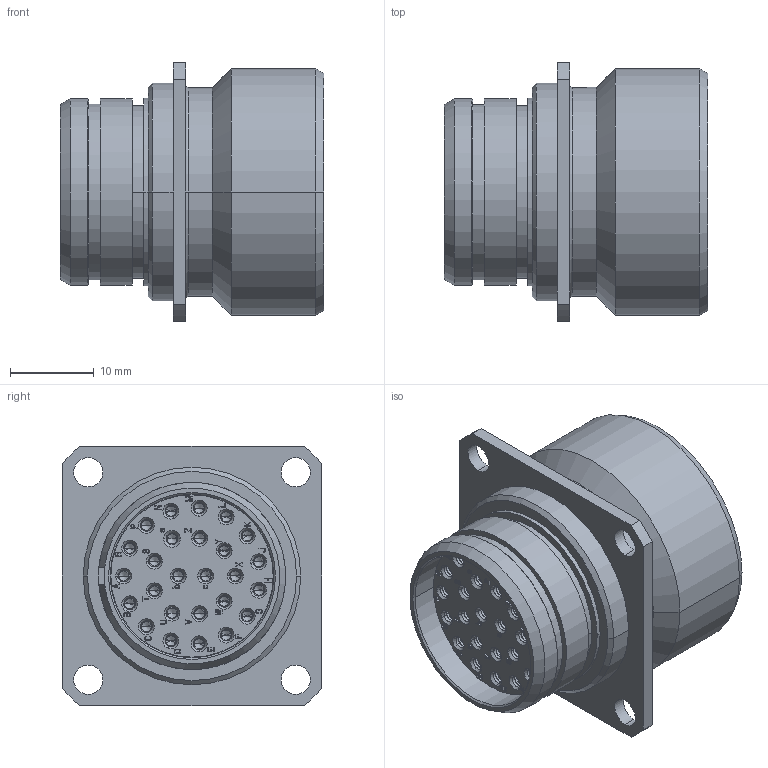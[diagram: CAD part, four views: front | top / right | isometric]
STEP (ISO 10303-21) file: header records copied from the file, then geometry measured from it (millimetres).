
FILE_DESCRIPTION((''),'2;1');
FILE_NAME('1332ER426FZ','2024-07-30T09:08:01',('paultorloting'),('NET AG system integration'),'CREO PARAMETRIC BY PTC INC, 2021404','CREO PARAMETRIC BY PTC INC, 2021404','');
FILE_SCHEMA(('AUTOMOTIVE_DESIGN { 1 0 10303 214 1 1 1 1 }'));
Products named in the file (1): 1332ER426FZ
Bounding box: 31.5 x 31 x 31 mm (x, y, z)
Volume: 9526.5 mm3; surface area: 13231.2 mm2
Topology: 1 solids, 1 shells, 2417 faces, 6199 edges, 3940 vertices
Faces by surface type: plane 1292, cylinder 609, torus 279, cone 231, bspline 6
Entity records: 95333 total; most frequent: CARTESIAN_POINT 19020, DIRECTION 12730, ORIENTED_EDGE 12294, EDGE_CURVE 6147, AXIS2_PLACEMENT_3D 4555, VERTEX_POINT 3940, VECTOR 3617, LINE 3617
